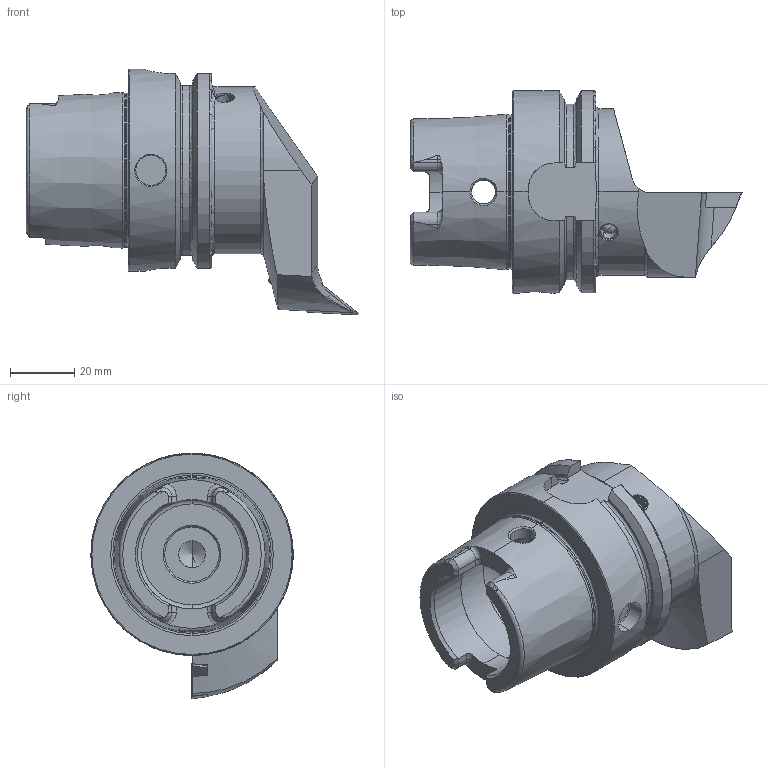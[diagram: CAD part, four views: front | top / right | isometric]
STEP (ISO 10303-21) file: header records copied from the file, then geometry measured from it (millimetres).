
FILE_DESCRIPTION (( 'STEP AP214' ), '1' );
FILE_NAME ('HA6.KVB.RJA.070.STEP', '2020-09-17T07:40:33', ( '' ), ( '' ), 'SwSTEP 2.0', 'SolidWorks 2017', '' );
FILE_SCHEMA (( 'AUTOMOTIVE_DESIGN' ));
Length unit declared in the file: millimetre
Products named in the file (5): HA6.KVB.RJA.070; KVT_MB_600_060; WCB-ER2.001.009_A; VCMT160404; HA6-KVB.RJA.070_B
Assembly tree (4 placements, depth 2):
  HA6.KVB.RJA.070
    HA6-KVB.RJA.070_B
    WCB-ER2.001.009_A
    VCMT160404
    KVT_MB_600_060
Bounding box: 103.4 x 63 x 76.5 mm (x, y, z)
Volume: 126907.3 mm3; surface area: 29586.3 mm2
Topology: 5 solids, 5 shells, 317 faces, 830 edges, 510 vertices
Faces by surface type: cylinder 90, plane 82, cone 81, torus 38, bspline 22, sphere 4
Entity records: 12670 total; most frequent: CARTESIAN_POINT 4467, ORIENTED_EDGE 1626, DIRECTION 1426, EDGE_CURVE 813, AXIS2_PLACEMENT_3D 570, VERTEX_POINT 507, EDGE_LOOP 330, ADVANCED_FACE 317
